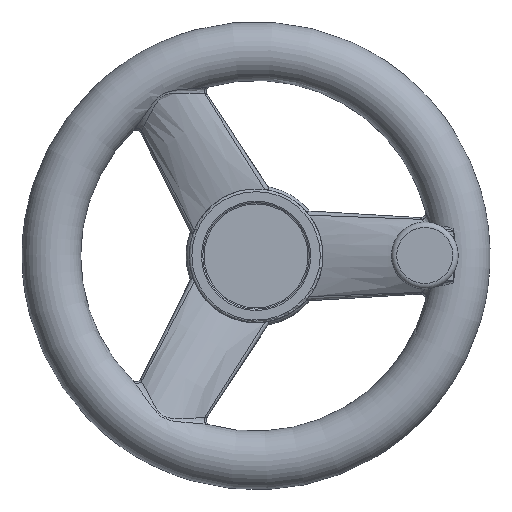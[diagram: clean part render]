
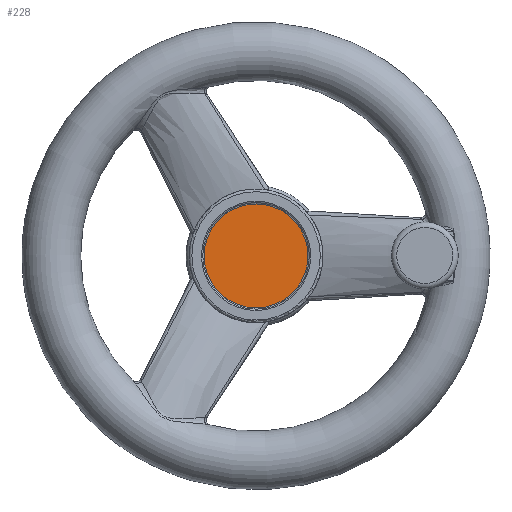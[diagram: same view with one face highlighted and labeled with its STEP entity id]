
A CAD part, top view. The second image highlights one B-rep face of the part: STEP entity #228.
In plain terms, the highlighted planar face has unit normal (0, 0, 1).
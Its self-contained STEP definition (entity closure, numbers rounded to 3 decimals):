
#228 = ADVANCED_FACE( '', ( #494 ), #495, .T. );
#494 = FACE_OUTER_BOUND( '', #4101, .T. );
#495 = PLANE( '', #4102 );
#4101 = EDGE_LOOP( '', ( #5019 ) );
#4102 = AXIS2_PLACEMENT_3D( '', #5020, #5021, #5022 );
#5019 = ORIENTED_EDGE( '', *, *, #5469, .T. );
#5020 = CARTESIAN_POINT( '', ( 0., 0., 39.5 ) );
#5021 = DIRECTION( '', ( 0., 0., 1. ) );
#5022 = DIRECTION( '', ( 1., 0., 0. ) );
#5469 = EDGE_CURVE( '', #5968, #5968, #5969, .T. );
#5968 = VERTEX_POINT( '', #8426 );
#5969 = CIRCLE( '', #8427, 19.411 );
#8426 = CARTESIAN_POINT( '', ( 19.411, 0., 39.5 ) );
#8427 = AXIS2_PLACEMENT_3D( '', #9555, #9556, #9557 );
#9555 = CARTESIAN_POINT( '', ( 0., 0., 39.5 ) );
#9556 = DIRECTION( '', ( 0., 0., 1. ) );
#9557 = DIRECTION( '', ( 1., 0., 0. ) );
